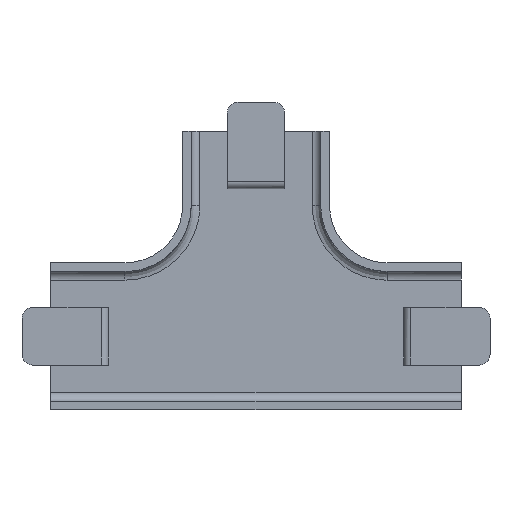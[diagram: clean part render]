
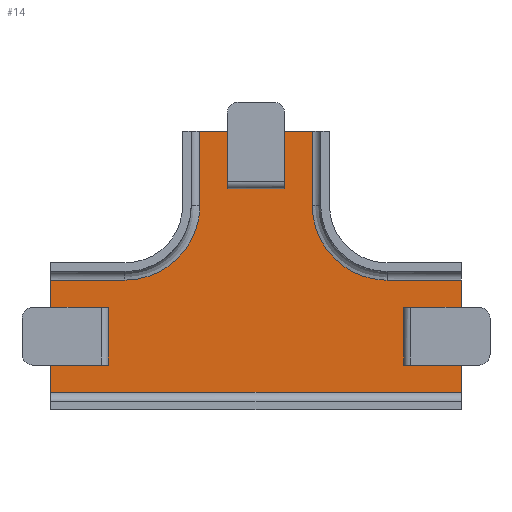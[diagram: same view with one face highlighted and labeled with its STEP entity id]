
A CAD part, front view. The second image highlights one B-rep face of the part: STEP entity #14.
In plain terms, the highlighted planar face has unit normal (0, -1, 0).
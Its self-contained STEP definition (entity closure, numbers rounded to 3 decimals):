
#14=ADVANCED_FACE('',(#83,#80,#81,#82),#1059,.T.);
#80=FACE_BOUND('',#150,.T.);
#81=FACE_BOUND('',#151,.T.);
#82=FACE_BOUND('',#152,.T.);
#83=FACE_OUTER_BOUND('',#149,.T.);
#149=EDGE_LOOP('',(#218,#219,#220,#221,#222,#223,#224,#225,#226,#227));
#150=EDGE_LOOP('',(#228,#229,#230,#231));
#151=EDGE_LOOP('',(#232,#233,#234,#235));
#152=EDGE_LOOP('',(#236,#237,#238,#239));
#218=ORIENTED_EDGE('',*,*,#571,.T.);
#219=ORIENTED_EDGE('',*,*,#569,.F.);
#220=ORIENTED_EDGE('',*,*,#568,.T.);
#221=ORIENTED_EDGE('',*,*,#722,.F.);
#222=ORIENTED_EDGE('',*,*,#726,.F.);
#223=ORIENTED_EDGE('',*,*,#729,.F.);
#224=ORIENTED_EDGE('',*,*,#570,.T.);
#225=ORIENTED_EDGE('',*,*,#720,.F.);
#226=ORIENTED_EDGE('',*,*,#717,.F.);
#227=ORIENTED_EDGE('',*,*,#734,.F.);
#228=ORIENTED_EDGE('',*,*,#572,.T.);
#229=ORIENTED_EDGE('',*,*,#573,.T.);
#230=ORIENTED_EDGE('',*,*,#574,.F.);
#231=ORIENTED_EDGE('',*,*,#575,.F.);
#232=ORIENTED_EDGE('',*,*,#579,.T.);
#233=ORIENTED_EDGE('',*,*,#578,.T.);
#234=ORIENTED_EDGE('',*,*,#577,.F.);
#235=ORIENTED_EDGE('',*,*,#576,.F.);
#236=ORIENTED_EDGE('',*,*,#580,.T.);
#237=ORIENTED_EDGE('',*,*,#581,.T.);
#238=ORIENTED_EDGE('',*,*,#582,.F.);
#239=ORIENTED_EDGE('',*,*,#583,.F.);
#568=EDGE_CURVE('',#918,#919,#819,.T.);
#569=EDGE_CURVE('',#918,#920,#820,.T.);
#570=EDGE_CURVE('',#922,#921,#821,.T.);
#571=EDGE_CURVE('',#923,#920,#822,.T.);
#572=EDGE_CURVE('',#924,#925,#823,.T.);
#573=EDGE_CURVE('',#925,#926,#824,.T.);
#574=EDGE_CURVE('',#927,#926,#825,.T.);
#575=EDGE_CURVE('',#924,#927,#826,.T.);
#576=EDGE_CURVE('',#928,#929,#827,.T.);
#577=EDGE_CURVE('',#929,#930,#828,.T.);
#578=EDGE_CURVE('',#931,#930,#829,.T.);
#579=EDGE_CURVE('',#928,#931,#830,.T.);
#580=EDGE_CURVE('',#932,#933,#831,.T.);
#581=EDGE_CURVE('',#933,#934,#832,.T.);
#582=EDGE_CURVE('',#935,#934,#833,.T.);
#583=EDGE_CURVE('',#932,#935,#834,.T.);
#717=EDGE_CURVE('',#1028,#1029,#797,.T.);
#720=EDGE_CURVE('',#1029,#921,#914,.T.);
#722=EDGE_CURVE('',#1030,#919,#915,.T.);
#726=EDGE_CURVE('',#1031,#1030,#804,.T.);
#729=EDGE_CURVE('',#922,#1031,#916,.T.);
#734=EDGE_CURVE('',#923,#1028,#917,.T.);
#797=(
BOUNDED_CURVE()
B_SPLINE_CURVE(2,(#2411,#2412,#2413),.UNSPECIFIED.,.F.,.F.)
B_SPLINE_CURVE_WITH_KNOTS((3,3),(-16.336,0.),.UNSPECIFIED.)
CURVE()
GEOMETRIC_REPRESENTATION_ITEM()
RATIONAL_B_SPLINE_CURVE((1.,0.707,1.))
REPRESENTATION_ITEM('')
);
#804=(
BOUNDED_CURVE()
B_SPLINE_CURVE(2,(#2436,#2437,#2438),.UNSPECIFIED.,.F.,.F.)
B_SPLINE_CURVE_WITH_KNOTS((3,3),(-16.336,0.),.UNSPECIFIED.)
CURVE()
GEOMETRIC_REPRESENTATION_ITEM()
RATIONAL_B_SPLINE_CURVE((1.,0.707,1.))
REPRESENTATION_ITEM('')
);
#819=B_SPLINE_CURVE_WITH_KNOTS('',1,(#2069,#2070),.UNSPECIFIED.,.F.,.F.,
(2,2),(-15.6,0.),.UNSPECIFIED.);
#820=B_SPLINE_CURVE_WITH_KNOTS('',1,(#2071,#2072),.UNSPECIFIED.,.F.,.F.,
(2,2),(-57.,0.),.UNSPECIFIED.);
#821=B_SPLINE_CURVE_WITH_KNOTS('',1,(#2073,#2074),.UNSPECIFIED.,.F.,.F.,
(2,2),(-15.6,0.),.UNSPECIFIED.);
#822=B_SPLINE_CURVE_WITH_KNOTS('',1,(#2075,#2076),.UNSPECIFIED.,.F.,.F.,
(2,2),(-15.6,0.),.UNSPECIFIED.);
#823=B_SPLINE_CURVE_WITH_KNOTS('',1,(#2077,#2078),.UNSPECIFIED.,.F.,.F.,
(2,2),(-8.,0.),.UNSPECIFIED.);
#824=B_SPLINE_CURVE_WITH_KNOTS('',1,(#2079,#2080),.UNSPECIFIED.,.F.,.F.,
(2,2),(-10.605,-7.605),.UNSPECIFIED.);
#825=B_SPLINE_CURVE_WITH_KNOTS('',1,(#2081,#2082),.UNSPECIFIED.,.F.,.F.,
(2,2),(0.801,8.801),.UNSPECIFIED.);
#826=B_SPLINE_CURVE_WITH_KNOTS('',1,(#2083,#2084),.UNSPECIFIED.,.F.,.F.,
(2,2),(-10.605,-7.605),.UNSPECIFIED.);
#827=B_SPLINE_CURVE_WITH_KNOTS('',1,(#2085,#2086),.UNSPECIFIED.,.F.,.F.,
(2,2),(-8.,0.),.UNSPECIFIED.);
#828=B_SPLINE_CURVE_WITH_KNOTS('',1,(#2087,#2088),.UNSPECIFIED.,.F.,.F.,
(2,2),(-10.605,-7.605),.UNSPECIFIED.);
#829=B_SPLINE_CURVE_WITH_KNOTS('',1,(#2089,#2090),.UNSPECIFIED.,.F.,.F.,
(2,2),(0.801,8.801),.UNSPECIFIED.);
#830=B_SPLINE_CURVE_WITH_KNOTS('',1,(#2091,#2092),.UNSPECIFIED.,.F.,.F.,
(2,2),(-10.605,-7.605),.UNSPECIFIED.);
#831=B_SPLINE_CURVE_WITH_KNOTS('',1,(#2093,#2094),.UNSPECIFIED.,.F.,.F.,
(2,2),(-8.,0.),.UNSPECIFIED.);
#832=B_SPLINE_CURVE_WITH_KNOTS('',1,(#2095,#2096),.UNSPECIFIED.,.F.,.F.,
(2,2),(-10.605,-7.605),.UNSPECIFIED.);
#833=B_SPLINE_CURVE_WITH_KNOTS('',1,(#2097,#2098),.UNSPECIFIED.,.F.,.F.,
(2,2),(0.801,8.801),.UNSPECIFIED.);
#834=B_SPLINE_CURVE_WITH_KNOTS('',1,(#2099,#2100),.UNSPECIFIED.,.F.,.F.,
(2,2),(-10.605,-7.605),.UNSPECIFIED.);
#914=B_SPLINE_CURVE_WITH_KNOTS('',1,(#2420,#2421),.UNSPECIFIED.,.F.,.F.,
(2,2),(-10.3,0.),.UNSPECIFIED.);
#915=B_SPLINE_CURVE_WITH_KNOTS('',1,(#2425,#2426),.UNSPECIFIED.,.F.,.F.,
(2,2),(-10.3,0.),.UNSPECIFIED.);
#916=B_SPLINE_CURVE_WITH_KNOTS('',1,(#2445,#2446),.UNSPECIFIED.,.F.,.F.,
(2,2),(-10.3,0.),.UNSPECIFIED.);
#917=B_SPLINE_CURVE_WITH_KNOTS('',1,(#2459,#2460),.UNSPECIFIED.,.F.,.F.,
(2,2),(-10.3,0.),.UNSPECIFIED.);
#918=VERTEX_POINT('',#1955);
#919=VERTEX_POINT('',#1956);
#920=VERTEX_POINT('',#1957);
#921=VERTEX_POINT('',#1958);
#922=VERTEX_POINT('',#1959);
#923=VERTEX_POINT('',#1960);
#924=VERTEX_POINT('',#1961);
#925=VERTEX_POINT('',#1962);
#926=VERTEX_POINT('',#1963);
#927=VERTEX_POINT('',#1964);
#928=VERTEX_POINT('',#1965);
#929=VERTEX_POINT('',#1966);
#930=VERTEX_POINT('',#1967);
#931=VERTEX_POINT('',#1968);
#932=VERTEX_POINT('',#1969);
#933=VERTEX_POINT('',#1970);
#934=VERTEX_POINT('',#1971);
#935=VERTEX_POINT('',#1972);
#1028=VERTEX_POINT('',#2065);
#1029=VERTEX_POINT('',#2066);
#1030=VERTEX_POINT('',#2067);
#1031=VERTEX_POINT('',#2068);
#1059=PLANE('',#1186);
#1186=AXIS2_PLACEMENT_3D('',#1270,#1228,$);
#1228=DIRECTION('',(0.,-1.,0.));
#1270=CARTESIAN_POINT('',(-34.201,17.5,-22.146));
#1955=CARTESIAN_POINT('',(28.5,17.5,-18.515));
#1956=CARTESIAN_POINT('',(28.5,17.5,-2.915));
#1957=CARTESIAN_POINT('',(-28.5,17.5,-18.515));
#1958=CARTESIAN_POINT('',(-7.8,17.5,17.785));
#1959=CARTESIAN_POINT('',(7.8,17.5,17.785));
#1960=CARTESIAN_POINT('',(-28.5,17.5,-2.915));
#1961=CARTESIAN_POINT('',(-20.5,17.5,-6.715));
#1962=CARTESIAN_POINT('',(-20.5,17.5,-14.715));
#1963=CARTESIAN_POINT('',(-23.5,17.5,-14.715));
#1964=CARTESIAN_POINT('',(-23.5,17.5,-6.715));
#1965=CARTESIAN_POINT('',(20.5,17.5,-6.715));
#1966=CARTESIAN_POINT('',(20.5,17.5,-14.715));
#1967=CARTESIAN_POINT('',(23.5,17.5,-14.715));
#1968=CARTESIAN_POINT('',(23.5,17.5,-6.715));
#1969=CARTESIAN_POINT('',(4.,17.5,9.785));
#1970=CARTESIAN_POINT('',(-4.,17.5,9.785));
#1971=CARTESIAN_POINT('',(-4.,17.5,12.785));
#1972=CARTESIAN_POINT('',(4.,17.5,12.785));
#2065=CARTESIAN_POINT('',(-18.2,17.5,-2.915));
#2066=CARTESIAN_POINT('',(-7.8,17.5,7.485));
#2067=CARTESIAN_POINT('',(18.2,17.5,-2.915));
#2068=CARTESIAN_POINT('',(7.8,17.5,7.485));
#2069=CARTESIAN_POINT('',(28.5,17.5,-18.515));
#2070=CARTESIAN_POINT('',(28.5,17.5,-2.915));
#2071=CARTESIAN_POINT('',(28.5,17.5,-18.515));
#2072=CARTESIAN_POINT('',(-28.5,17.5,-18.515));
#2073=CARTESIAN_POINT('',(7.8,17.5,17.785));
#2074=CARTESIAN_POINT('',(-7.8,17.5,17.785));
#2075=CARTESIAN_POINT('',(-28.5,17.5,-2.915));
#2076=CARTESIAN_POINT('',(-28.5,17.5,-18.515));
#2077=CARTESIAN_POINT('',(-20.5,17.5,-6.715));
#2078=CARTESIAN_POINT('',(-20.5,17.5,-14.715));
#2079=CARTESIAN_POINT('',(-20.5,17.5,-14.715));
#2080=CARTESIAN_POINT('',(-23.5,17.5,-14.715));
#2081=CARTESIAN_POINT('',(-23.5,17.5,-6.715));
#2082=CARTESIAN_POINT('',(-23.5,17.5,-14.715));
#2083=CARTESIAN_POINT('',(-20.5,17.5,-6.715));
#2084=CARTESIAN_POINT('',(-23.5,17.5,-6.715));
#2085=CARTESIAN_POINT('',(20.5,17.5,-6.715));
#2086=CARTESIAN_POINT('',(20.5,17.5,-14.715));
#2087=CARTESIAN_POINT('',(20.5,17.5,-14.715));
#2088=CARTESIAN_POINT('',(23.5,17.5,-14.715));
#2089=CARTESIAN_POINT('',(23.5,17.5,-6.715));
#2090=CARTESIAN_POINT('',(23.5,17.5,-14.715));
#2091=CARTESIAN_POINT('',(20.5,17.5,-6.715));
#2092=CARTESIAN_POINT('',(23.5,17.5,-6.715));
#2093=CARTESIAN_POINT('',(4.,17.5,9.785));
#2094=CARTESIAN_POINT('',(-4.,17.5,9.785));
#2095=CARTESIAN_POINT('',(-4.,17.5,9.785));
#2096=CARTESIAN_POINT('',(-4.,17.5,12.785));
#2097=CARTESIAN_POINT('',(4.,17.5,12.785));
#2098=CARTESIAN_POINT('',(-4.,17.5,12.785));
#2099=CARTESIAN_POINT('',(4.,17.5,9.785));
#2100=CARTESIAN_POINT('',(4.,17.5,12.785));
#2411=CARTESIAN_POINT('',(-18.2,17.5,-2.915));
#2412=CARTESIAN_POINT('',(-7.8,17.5,-2.915));
#2413=CARTESIAN_POINT('',(-7.8,17.5,7.485));
#2420=CARTESIAN_POINT('',(-7.8,17.5,7.485));
#2421=CARTESIAN_POINT('',(-7.8,17.5,17.785));
#2425=CARTESIAN_POINT('',(18.2,17.5,-2.915));
#2426=CARTESIAN_POINT('',(28.5,17.5,-2.915));
#2436=CARTESIAN_POINT('',(7.8,17.5,7.485));
#2437=CARTESIAN_POINT('',(7.8,17.5,-2.915));
#2438=CARTESIAN_POINT('',(18.2,17.5,-2.915));
#2445=CARTESIAN_POINT('',(7.8,17.5,17.785));
#2446=CARTESIAN_POINT('',(7.8,17.5,7.485));
#2459=CARTESIAN_POINT('',(-28.5,17.5,-2.915));
#2460=CARTESIAN_POINT('',(-18.2,17.5,-2.915));
